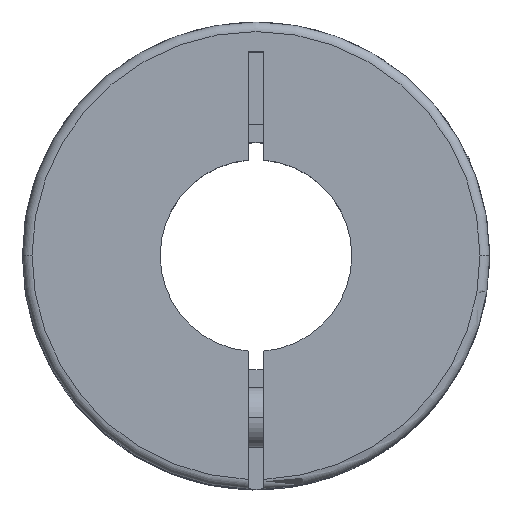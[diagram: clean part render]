
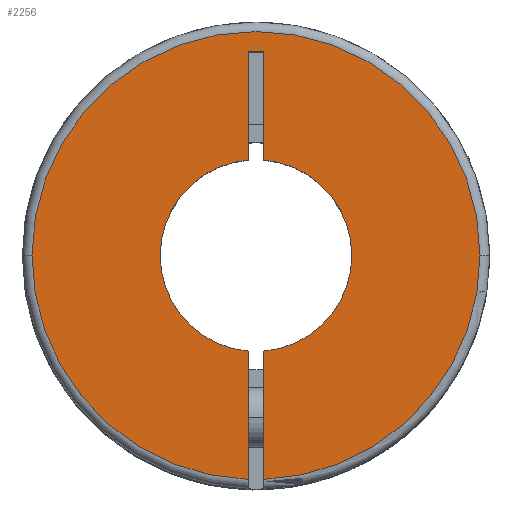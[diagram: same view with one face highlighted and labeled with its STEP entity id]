
A CAD part, top view. The second image highlights one B-rep face of the part: STEP entity #2256.
In plain terms, the highlighted planar face has unit normal (0, 0, 1).
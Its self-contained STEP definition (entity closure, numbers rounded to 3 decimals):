
#40 = EDGE_CURVE ( 'NONE', #1586, #713, #2815, .T. ) ;
#66 = CARTESIAN_POINT ( 'NONE',  ( -0.65, -7.974, 0. ) ) ;
#122 = CARTESIAN_POINT ( 'NONE',  ( -8., 0., 0. ) ) ;
#123 = CIRCLE ( 'NONE', #3437, 8. ) ;
#165 = DIRECTION ( 'NONE',  ( 0., 0., -1. ) ) ;
#181 = AXIS2_PLACEMENT_3D ( 'NONE', #552, #3032, #2139 ) ;
#216 = DIRECTION ( 'NONE',  ( 0., -1., 0. ) ) ;
#223 = CARTESIAN_POINT ( 'NONE',  ( 0., 0., 0. ) ) ;
#234 = EDGE_CURVE ( 'NONE', #2227, #1586, #1714, .T. ) ;
#242 = VECTOR ( 'NONE', #3057, 1000. ) ;
#315 = VERTEX_POINT ( 'NONE', #3644 ) ;
#320 = AXIS2_PLACEMENT_3D ( 'NONE', #2588, #2913, #1027 ) ;
#337 = CARTESIAN_POINT ( 'NONE',  ( -0.65, 17., 0. ) ) ;
#345 = ORIENTED_EDGE ( 'NONE', *, *, #1006, .F. ) ;
#377 = VECTOR ( 'NONE', #418, 1000. ) ;
#412 = EDGE_CURVE ( 'NONE', #3618, #2030, #3740, .T. ) ;
#417 = EDGE_CURVE ( 'NONE', #315, #1060, #624, .T. ) ;
#418 = DIRECTION ( 'NONE',  ( 0., 1., 0. ) ) ;
#469 = DIRECTION ( 'NONE',  ( 0., 1., 0. ) ) ;
#552 = CARTESIAN_POINT ( 'NONE',  ( 0., 0., 0. ) ) ;
#557 = EDGE_CURVE ( 'NONE', #1327, #3618, #2750, .T. ) ;
#582 = ORIENTED_EDGE ( 'NONE', *, *, #2601, .T. ) ;
#604 = ORIENTED_EDGE ( 'NONE', *, *, #2026, .F. ) ;
#624 = CIRCLE ( 'NONE', #3541, 18.7 ) ;
#713 = VERTEX_POINT ( 'NONE', #807 ) ;
#746 = CARTESIAN_POINT ( 'NONE',  ( 0.65, 17., 0. ) ) ;
#778 = DIRECTION ( 'NONE',  ( -1., 0., 0. ) ) ;
#785 = CARTESIAN_POINT ( 'NONE',  ( 0.65, -18.689, 0. ) ) ;
#791 = ORIENTED_EDGE ( 'NONE', *, *, #40, .F. ) ;
#807 = CARTESIAN_POINT ( 'NONE',  ( -0.65, 7.974, 0. ) ) ;
#810 = ORIENTED_EDGE ( 'NONE', *, *, #234, .F. ) ;
#814 = DIRECTION ( 'NONE',  ( -1., 0., 0. ) ) ;
#983 = CARTESIAN_POINT ( 'NONE',  ( 0., 0., 0. ) ) ;
#1006 = EDGE_CURVE ( 'NONE', #2030, #315, #2458, .T. ) ;
#1015 = EDGE_CURVE ( 'NONE', #1060, #3854, #2568, .T. ) ;
#1027 = DIRECTION ( 'NONE',  ( -1., 0., 0. ) ) ;
#1060 = VERTEX_POINT ( 'NONE', #785 ) ;
#1081 = CARTESIAN_POINT ( 'NONE',  ( 0., 0., 0. ) ) ;
#1327 = VERTEX_POINT ( 'NONE', #66 ) ;
#1329 = DIRECTION ( 'NONE',  ( -1., 0., 0. ) ) ;
#1399 = PLANE ( 'NONE',  #2468 ) ;
#1466 = VERTEX_POINT ( 'NONE', #122 ) ;
#1477 = ORIENTED_EDGE ( 'NONE', *, *, #1606, .T. ) ;
#1586 = VERTEX_POINT ( 'NONE', #3602 ) ;
#1606 = EDGE_CURVE ( 'NONE', #1466, #713, #1941, .T. ) ;
#1657 = ORIENTED_EDGE ( 'NONE', *, *, #557, .F. ) ;
#1676 = DIRECTION ( 'NONE',  ( -1., 0., 0. ) ) ;
#1684 = CIRCLE ( 'NONE', #320, 8. ) ;
#1702 = FACE_OUTER_BOUND ( 'NONE', #2050, .T. ) ;
#1714 = LINE ( 'NONE', #3515, #2058 ) ;
#1851 = VERTEX_POINT ( 'NONE', #2294 ) ;
#1858 = AXIS2_PLACEMENT_3D ( 'NONE', #223, #3031, #814 ) ;
#1924 = VECTOR ( 'NONE', #2894, 1000. ) ;
#1941 = CIRCLE ( 'NONE', #181, 8. ) ;
#1997 = CARTESIAN_POINT ( 'NONE',  ( 0.65, -19.5, 0. ) ) ;
#2006 = CARTESIAN_POINT ( 'NONE',  ( 0., 0., 0. ) ) ;
#2026 = EDGE_CURVE ( 'NONE', #1851, #2227, #3642, .T. ) ;
#2030 = VERTEX_POINT ( 'NONE', #3107 ) ;
#2050 = EDGE_LOOP ( 'NONE', ( #3189, #1657, #582, #1477, #791, #810, #604, #2929, #2295, #2095, #345 ) ) ;
#2058 = VECTOR ( 'NONE', #3605, 1000. ) ;
#2095 = ORIENTED_EDGE ( 'NONE', *, *, #417, .F. ) ;
#2129 = AXIS2_PLACEMENT_3D ( 'NONE', #3536, #165, #1676 ) ;
#2139 = DIRECTION ( 'NONE',  ( -1., 0., 0. ) ) ;
#2216 = DIRECTION ( 'NONE',  ( 0., 0., -1. ) ) ;
#2227 = VERTEX_POINT ( 'NONE', #746 ) ;
#2256 = ADVANCED_FACE ( 'NONE', ( #1702 ), #1399, .F. ) ;
#2266 = VECTOR ( 'NONE', #469, 1000. ) ;
#2294 = CARTESIAN_POINT ( 'NONE',  ( 0.65, 7.974, 0. ) ) ;
#2295 = ORIENTED_EDGE ( 'NONE', *, *, #1015, .F. ) ;
#2458 = CIRCLE ( 'NONE', #2129, 18.7 ) ;
#2466 = CARTESIAN_POINT ( 'NONE',  ( -0.65, 17., 0. ) ) ;
#2468 = AXIS2_PLACEMENT_3D ( 'NONE', #2006, #3264, #216 ) ;
#2568 = LINE ( 'NONE', #1997, #377 ) ;
#2588 = CARTESIAN_POINT ( 'NONE',  ( 0., 0., 0. ) ) ;
#2601 = EDGE_CURVE ( 'NONE', #1327, #1466, #123, .T. ) ;
#2750 = LINE ( 'NONE', #2466, #242 ) ;
#2815 = LINE ( 'NONE', #337, #1924 ) ;
#2894 = DIRECTION ( 'NONE',  ( 0., -1., 0. ) ) ;
#2913 = DIRECTION ( 'NONE',  ( 0., 0., -1. ) ) ;
#2929 = ORIENTED_EDGE ( 'NONE', *, *, #3927, .T. ) ;
#2978 = CARTESIAN_POINT ( 'NONE',  ( -0.65, -18.689, 0. ) ) ;
#3031 = DIRECTION ( 'NONE',  ( 0., 0., -1. ) ) ;
#3032 = DIRECTION ( 'NONE',  ( 0., 0., -1. ) ) ;
#3057 = DIRECTION ( 'NONE',  ( 0., -1., 0. ) ) ;
#3107 = CARTESIAN_POINT ( 'NONE',  ( -18.7, 0., 0. ) ) ;
#3189 = ORIENTED_EDGE ( 'NONE', *, *, #412, .F. ) ;
#3264 = DIRECTION ( 'NONE',  ( 0., 0., -1. ) ) ;
#3334 = CARTESIAN_POINT ( 'NONE',  ( 0.65, -19.5, 0. ) ) ;
#3378 = CARTESIAN_POINT ( 'NONE',  ( 0.65, -7.974, 0. ) ) ;
#3437 = AXIS2_PLACEMENT_3D ( 'NONE', #983, #2216, #1329 ) ;
#3515 = CARTESIAN_POINT ( 'NONE',  ( 0.65, 17., 0. ) ) ;
#3536 = CARTESIAN_POINT ( 'NONE',  ( 0., 0., 0. ) ) ;
#3541 = AXIS2_PLACEMENT_3D ( 'NONE', #1081, #3578, #778 ) ;
#3578 = DIRECTION ( 'NONE',  ( 0., 0., -1. ) ) ;
#3602 = CARTESIAN_POINT ( 'NONE',  ( -0.65, 17., 0. ) ) ;
#3605 = DIRECTION ( 'NONE',  ( -1., 0., 0. ) ) ;
#3618 = VERTEX_POINT ( 'NONE', #2978 ) ;
#3642 = LINE ( 'NONE', #3334, #2266 ) ;
#3644 = CARTESIAN_POINT ( 'NONE',  ( 18.7, 0., 0. ) ) ;
#3740 = CIRCLE ( 'NONE', #1858, 18.7 ) ;
#3854 = VERTEX_POINT ( 'NONE', #3378 ) ;
#3927 = EDGE_CURVE ( 'NONE', #1851, #3854, #1684, .T. ) ;
